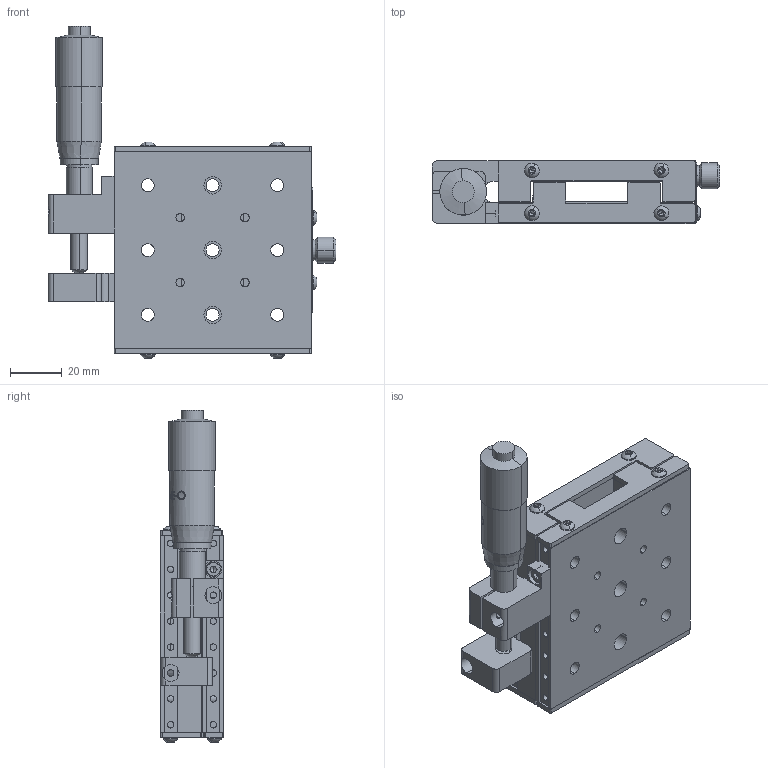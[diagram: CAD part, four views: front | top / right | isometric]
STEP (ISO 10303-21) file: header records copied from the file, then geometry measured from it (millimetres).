
FILE_DESCRIPTION (( 'STEP AP203' ), '1' );
FILE_NAME ('06PTS-1M.STEP', '2017-11-20T07:25:39', ( '' ), ( '' ), 'SwSTEP 2.0', 'SolidWorks 2016', '' );
FILE_SCHEMA (( 'CONFIG_CONTROL_DESIGN' ));
Length unit declared in the file: millimetre
Products named in the file (1): 06PTS-1M
Bounding box: 111.1 x 24.5 x 128.15 mm (x, y, z)
Surface area: 51995.5 mm2 (no closed solid volume)
Topology: 0 solids, 35 shells, 529 faces, 2023 edges, 1447 vertices
Faces by surface type: plane 242, cylinder 210, cone 34, sphere 22, bspline 15, torus 6
Entity records: 25298 total; most frequent: CARTESIAN_POINT 8329, DIRECTION 3573, ORIENTED_EDGE 3164, EDGE_CURVE 1997, VERTEX_POINT 1447, AXIS2_PLACEMENT_3D 1263, VECTOR 1047, LINE 1047
